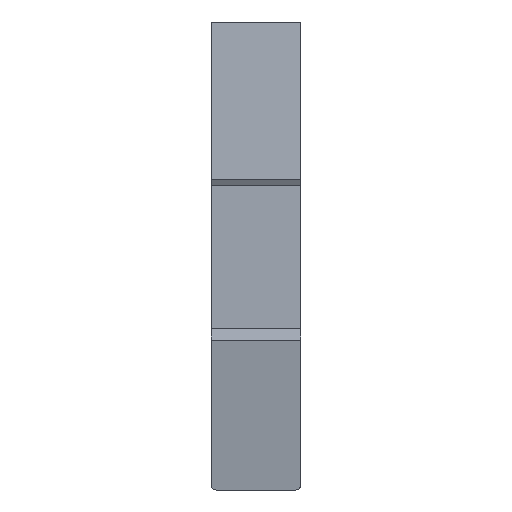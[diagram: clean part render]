
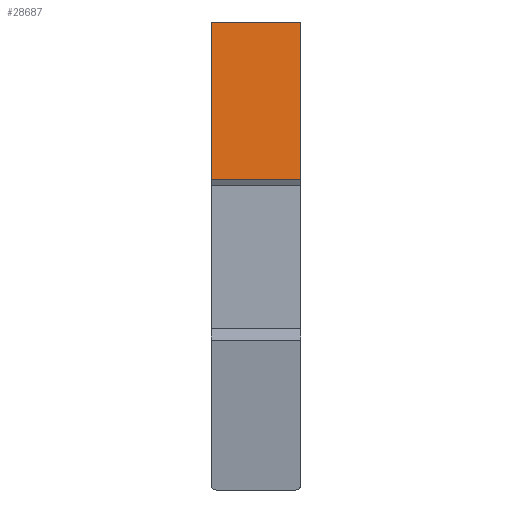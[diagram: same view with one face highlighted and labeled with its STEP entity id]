
A CAD part, front view. The second image highlights one B-rep face of the part: STEP entity #28687.
In plain terms, the highlighted planar face has unit normal (0, -0.997, 0.072).
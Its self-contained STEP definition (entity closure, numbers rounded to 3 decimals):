
#1149 = VECTOR ( 'NONE', #13436, 1000. ) ;
#1784 = LINE ( 'NONE', #23584, #37303 ) ;
#3587 = EDGE_LOOP ( 'NONE', ( #39484, #8126, #15284, #8909 ) ) ;
#4065 = FACE_OUTER_BOUND ( 'NONE', #3587, .T. ) ;
#4931 = CARTESIAN_POINT ( 'NONE',  ( -33.326, -34.5, 47.283 ) ) ;
#5090 = VERTEX_POINT ( 'NONE', #29836 ) ;
#8126 = ORIENTED_EDGE ( 'NONE', *, *, #30833, .T. ) ;
#8909 = ORIENTED_EDGE ( 'NONE', *, *, #10958, .F. ) ;
#10683 = LINE ( 'NONE', #32104, #32865 ) ;
#10958 = EDGE_CURVE ( 'NONE', #5090, #32749, #10683, .T. ) ;
#11060 = DIRECTION ( 'NONE',  ( 0., -0.072, -0.997 ) ) ;
#12999 = VERTEX_POINT ( 'NONE', #23721 ) ;
#13436 = DIRECTION ( 'NONE',  ( 0., -0.072, -0.997 ) ) ;
#15284 = ORIENTED_EDGE ( 'NONE', *, *, #23857, .T. ) ;
#17636 = DIRECTION ( 'NONE',  ( 1., 0., 0. ) ) ;
#19616 = LINE ( 'NONE', #38358, #1149 ) ;
#20935 = DIRECTION ( 'NONE',  ( 0., -0.997, 0.072 ) ) ;
#23221 = DIRECTION ( 'NONE',  ( 0., -0.072, -0.997 ) ) ;
#23584 = CARTESIAN_POINT ( 'NONE',  ( -33.326, -36.7, 16.64 ) ) ;
#23721 = CARTESIAN_POINT ( 'NONE',  ( 0., -34.5, 47.283 ) ) ;
#23857 = EDGE_CURVE ( 'NONE', #40189, #32749, #1784, .T. ) ;
#23980 = AXIS2_PLACEMENT_3D ( 'NONE', #23997, #20935, #11060 ) ;
#23997 = CARTESIAN_POINT ( 'NONE',  ( -33.326, -36.7, 16.64 ) ) ;
#24756 = CARTESIAN_POINT ( 'NONE',  ( 0., -36.7, 16.64 ) ) ;
#28687 = ADVANCED_FACE ( 'NONE', ( #4065 ), #35587, .T. ) ;
#29627 = LINE ( 'NONE', #4931, #39308 ) ;
#29836 = CARTESIAN_POINT ( 'NONE',  ( 17.5, -34.5, 47.283 ) ) ;
#30833 = EDGE_CURVE ( 'NONE', #12999, #40189, #19616, .T. ) ;
#32104 = CARTESIAN_POINT ( 'NONE',  ( 17.5, -36.7, 16.64 ) ) ;
#32615 = EDGE_CURVE ( 'NONE', #12999, #5090, #29627, .T. ) ;
#32749 = VERTEX_POINT ( 'NONE', #39949 ) ;
#32865 = VECTOR ( 'NONE', #23221, 1000. ) ;
#35587 = PLANE ( 'NONE',  #23980 ) ;
#37303 = VECTOR ( 'NONE', #17636, 1000. ) ;
#38358 = CARTESIAN_POINT ( 'NONE',  ( 0., -36.7, 16.64 ) ) ;
#39308 = VECTOR ( 'NONE', #39741, 1000. ) ;
#39484 = ORIENTED_EDGE ( 'NONE', *, *, #32615, .F. ) ;
#39741 = DIRECTION ( 'NONE',  ( 1., 0., 0. ) ) ;
#39949 = CARTESIAN_POINT ( 'NONE',  ( 17.5, -36.7, 16.64 ) ) ;
#40189 = VERTEX_POINT ( 'NONE', #24756 ) ;
